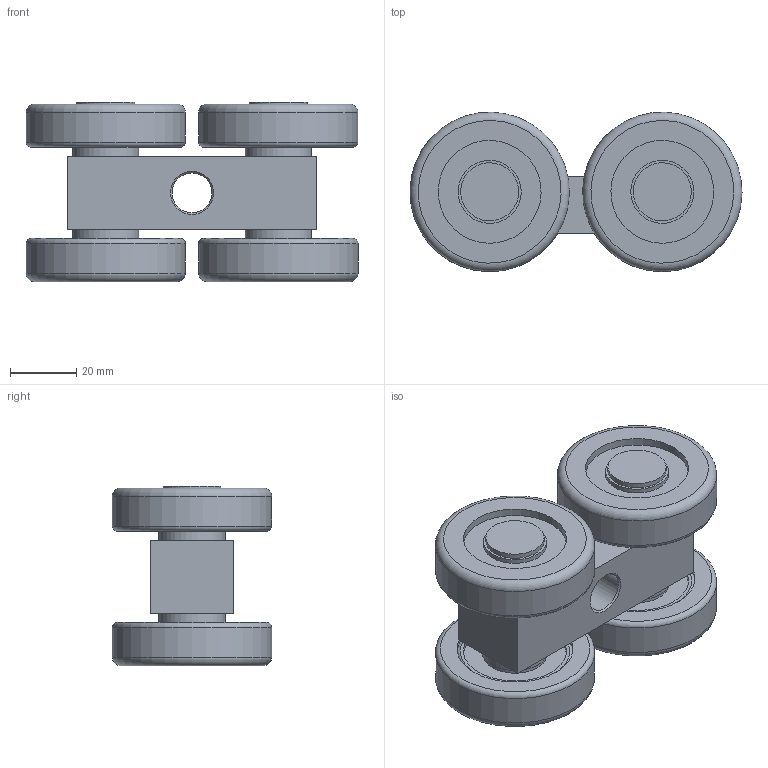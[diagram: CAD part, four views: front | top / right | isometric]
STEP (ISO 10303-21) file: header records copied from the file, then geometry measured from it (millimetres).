
FILE_DESCRIPTION(('STEP AP203'), '1');
FILE_NAME('ÐË100.02.00.000 Öåíòð àëüíàÿ òåëåæêà ÝÊÎ(ÎÁ)', '2015-09-29T11:57:30', ('Ñïîðûøåâ'), ('ÐÎËÒÝÊ'), 'ASCON STEP Converter 1.3', 'ASCON Math Kernel', '');
FILE_SCHEMA(('CONFIG_CONTROL_DESIGN'));
Length unit declared in the file: millimetre
Products named in the file (1): 倓100.02.00.0008
Bounding box: 100 x 48 x 54 mm (x, y, z)
Volume: 109230.4 mm3; surface area: 43360.9 mm2
Topology: 1 solids, 13 shells, 165 faces, 295 edges, 186 vertices
Faces by surface type: plane 64, cylinder 61, torus 34, cone 6
Full cylindrical faces by diameter (mm): 12 x1, 15 x6, 16 x4, 17.5 x2, 19 x8, 20 x4, 20.4 x8, 29.6 x8, 31 x8, 35 x8, 48 x4
Entity records: 3606 total; most frequent: DIRECTION 696, CARTESIAN_POINT 546, ORIENTED_EDGE 388, AXIS2_PLACEMENT_3D 336, EDGE_LOOP 322, EDGE_CURVE 194, VERTEX_POINT 186, FACE_OUTER_BOUND 174
